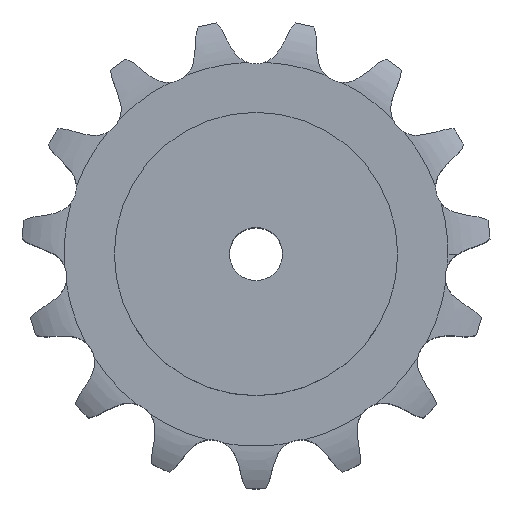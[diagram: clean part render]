
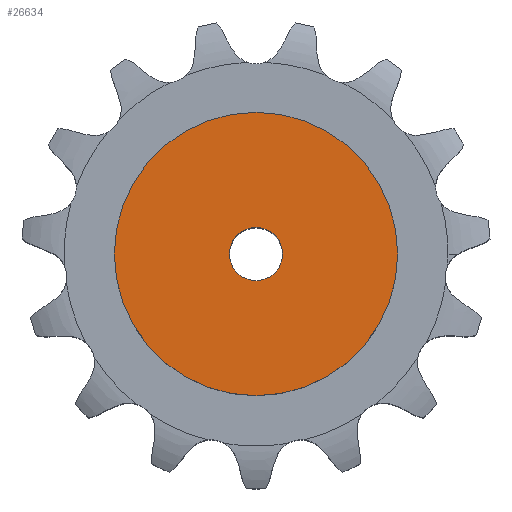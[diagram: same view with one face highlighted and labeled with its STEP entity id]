
A CAD part, top view. The second image highlights one B-rep face of the part: STEP entity #26634.
In plain terms, the highlighted planar face has unit normal (0, 0, 1).
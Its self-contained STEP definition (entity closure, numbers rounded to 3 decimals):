
#14396 = CYLINDRICAL_SURFACE('',#14397,15.);
#14397 = AXIS2_PLACEMENT_3D('',#14398,#14399,#14400);
#14398 = CARTESIAN_POINT('',(0.,0.,455.98));
#14399 = DIRECTION('',(0.,0.,1.));
#14400 = DIRECTION('',(1.,0.,0.));
#18183 = EDGE_CURVE('',#18184,#18184,#18186,.T.);
#18184 = VERTEX_POINT('',#18185);
#18185 = CARTESIAN_POINT('',(15.,0.,180.));
#18186 = SURFACE_CURVE('',#18187,(#18192,#18199),.PCURVE_S1.);
#18187 = CIRCLE('',#18188,15.);
#18188 = AXIS2_PLACEMENT_3D('',#18189,#18190,#18191);
#18189 = CARTESIAN_POINT('',(0.,0.,180.));
#18190 = DIRECTION('',(0.,0.,1.));
#18191 = DIRECTION('',(1.,0.,0.));
#18192 = PCURVE('',#14396,#18193);
#18193 = DEFINITIONAL_REPRESENTATION('',(#18194),#18198);
#18194 = LINE('',#18195,#18196);
#18195 = CARTESIAN_POINT('',(0.,-275.98));
#18196 = VECTOR('',#18197,1.);
#18197 = DIRECTION('',(1.,0.));
#18198 = ( GEOMETRIC_REPRESENTATION_CONTEXT(2) 
PARAMETRIC_REPRESENTATION_CONTEXT() REPRESENTATION_CONTEXT('2D SPACE',''
  ) );
#18199 = PCURVE('',#18200,#18205);
#18200 = PLANE('',#18201);
#18201 = AXIS2_PLACEMENT_3D('',#18202,#18203,#18204);
#18202 = CARTESIAN_POINT('',(0.,0.,180.
    ));
#18203 = DIRECTION('',(0.,0.,1.));
#18204 = DIRECTION('',(1.,0.,0.));
#18205 = DEFINITIONAL_REPRESENTATION('',(#18206),#18210);
#18206 = CIRCLE('',#18207,15.);
#18207 = AXIS2_PLACEMENT_2D('',#18208,#18209);
#18208 = CARTESIAN_POINT('',(0.,0.));
#18209 = DIRECTION('',(1.,0.));
#18210 = ( GEOMETRIC_REPRESENTATION_CONTEXT(2) 
PARAMETRIC_REPRESENTATION_CONTEXT() REPRESENTATION_CONTEXT('2D SPACE',''
  ) );
#26634 = ADVANCED_FACE('',(#26635,#26666),#18200,.T.);
#26635 = FACE_BOUND('',#26636,.T.);
#26636 = EDGE_LOOP('',(#26637));
#26637 = ORIENTED_EDGE('',*,*,#26638,.T.);
#26638 = EDGE_CURVE('',#26639,#26639,#26641,.T.);
#26639 = VERTEX_POINT('',#26640);
#26640 = CARTESIAN_POINT('',(80.,0.,180.));
#26641 = SURFACE_CURVE('',#26642,(#26647,#26654),.PCURVE_S1.);
#26642 = CIRCLE('',#26643,80.);
#26643 = AXIS2_PLACEMENT_3D('',#26644,#26645,#26646);
#26644 = CARTESIAN_POINT('',(0.,0.,180.));
#26645 = DIRECTION('',(0.,0.,1.));
#26646 = DIRECTION('',(1.,0.,0.));
#26647 = PCURVE('',#18200,#26648);
#26648 = DEFINITIONAL_REPRESENTATION('',(#26649),#26653);
#26649 = CIRCLE('',#26650,80.);
#26650 = AXIS2_PLACEMENT_2D('',#26651,#26652);
#26651 = CARTESIAN_POINT('',(0.,0.));
#26652 = DIRECTION('',(1.,0.));
#26653 = ( GEOMETRIC_REPRESENTATION_CONTEXT(2) 
PARAMETRIC_REPRESENTATION_CONTEXT() REPRESENTATION_CONTEXT('2D SPACE',''
  ) );
#26654 = PCURVE('',#26655,#26660);
#26655 = CYLINDRICAL_SURFACE('',#26656,80.);
#26656 = AXIS2_PLACEMENT_3D('',#26657,#26658,#26659);
#26657 = CARTESIAN_POINT('',(0.,0.,0.));
#26658 = DIRECTION('',(-0.,-0.,-1.));
#26659 = DIRECTION('',(1.,0.,0.));
#26660 = DEFINITIONAL_REPRESENTATION('',(#26661),#26665);
#26661 = LINE('',#26662,#26663);
#26662 = CARTESIAN_POINT('',(-0.,-180.));
#26663 = VECTOR('',#26664,1.);
#26664 = DIRECTION('',(-1.,0.));
#26665 = ( GEOMETRIC_REPRESENTATION_CONTEXT(2) 
PARAMETRIC_REPRESENTATION_CONTEXT() REPRESENTATION_CONTEXT('2D SPACE',''
  ) );
#26666 = FACE_BOUND('',#26667,.T.);
#26667 = EDGE_LOOP('',(#26668));
#26668 = ORIENTED_EDGE('',*,*,#18183,.F.);
